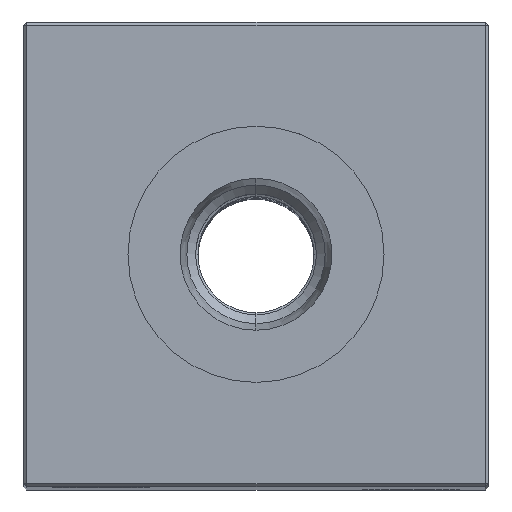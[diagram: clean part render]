
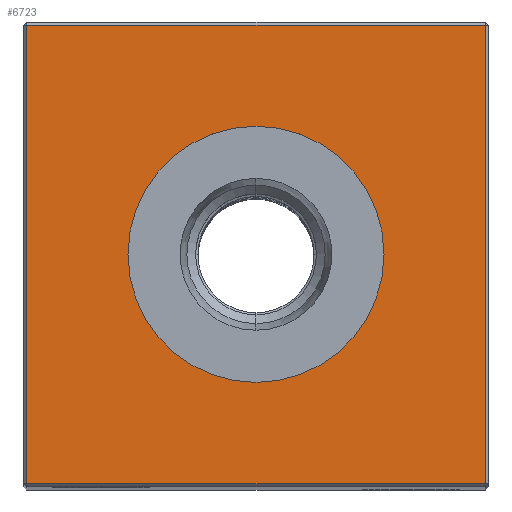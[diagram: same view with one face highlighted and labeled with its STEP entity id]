
A CAD part, top view. The second image highlights one B-rep face of the part: STEP entity #6723.
In plain terms, the highlighted planar face has unit normal (0, 0, 1).
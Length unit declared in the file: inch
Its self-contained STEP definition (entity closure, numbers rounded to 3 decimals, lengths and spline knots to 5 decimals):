
#98 = VECTOR ( 'NONE', #6832, 39.37008 ) ;
#264 = EDGE_LOOP ( 'NONE', ( #22303, #3266 ) ) ;
#666 = CARTESIAN_POINT ( 'NONE',  ( 0., 0., 6.25 ) ) ;
#1564 = EDGE_CURVE ( 'NONE', #26252, #14334, #23189, .T. ) ;
#1706 = CARTESIAN_POINT ( 'NONE',  ( 0., -0.41339, 6.25 ) ) ;
#1714 = ORIENTED_EDGE ( 'NONE', *, *, #25879, .T. ) ;
#2061 = VERTEX_POINT ( 'NONE', #17544 ) ;
#2881 = DIRECTION ( 'NONE',  ( -1., 0., 0. ) ) ;
#3266 = ORIENTED_EDGE ( 'NONE', *, *, #1564, .T. ) ;
#4375 = DIRECTION ( 'NONE',  ( 0., 1., 0. ) ) ;
#4498 = LINE ( 'NONE', #12754, #25659 ) ;
#4643 = CARTESIAN_POINT ( 'NONE',  ( 0.74, 0.74, 6.25 ) ) ;
#4753 = EDGE_LOOP ( 'NONE', ( #15183, #13359, #1714, #6690 ) ) ;
#5352 = VECTOR ( 'NONE', #4375, 39.37008 ) ;
#5952 = CARTESIAN_POINT ( 'NONE',  ( 0., 0., 6.25 ) ) ;
#6473 = DIRECTION ( 'NONE',  ( 0., 0., -1. ) ) ;
#6690 = ORIENTED_EDGE ( 'NONE', *, *, #8892, .T. ) ;
#6723 = ADVANCED_FACE ( 'NONE', ( #19123, #9100 ), #13170, .F. ) ;
#6832 = DIRECTION ( 'NONE',  ( -1., 0., 0. ) ) ;
#7784 = CARTESIAN_POINT ( 'NONE',  ( 0., 0.41339, 6.25 ) ) ;
#8290 = CARTESIAN_POINT ( 'NONE',  ( 0.74, 0., 6.25 ) ) ;
#8485 = VERTEX_POINT ( 'NONE', #13236 ) ;
#8892 = EDGE_CURVE ( 'NONE', #9901, #2061, #10631, .T. ) ;
#9100 = FACE_BOUND ( 'NONE', #264, .T. ) ;
#9901 = VERTEX_POINT ( 'NONE', #4643 ) ;
#10377 = VERTEX_POINT ( 'NONE', #18794 ) ;
#10631 = LINE ( 'NONE', #17000, #98 ) ;
#11802 = CARTESIAN_POINT ( 'NONE',  ( 0., -0.74, 6.25 ) ) ;
#12754 = CARTESIAN_POINT ( 'NONE',  ( -0.74, 0., 6.25 ) ) ;
#13170 = PLANE ( 'NONE',  #19519 ) ;
#13236 = CARTESIAN_POINT ( 'NONE',  ( -0.74, -0.74, 6.25 ) ) ;
#13308 = EDGE_CURVE ( 'NONE', #14334, #26252, #24330, .T. ) ;
#13359 = ORIENTED_EDGE ( 'NONE', *, *, #20076, .T. ) ;
#14334 = VERTEX_POINT ( 'NONE', #7784 ) ;
#15183 = ORIENTED_EDGE ( 'NONE', *, *, #24967, .T. ) ;
#15413 = AXIS2_PLACEMENT_3D ( 'NONE', #5952, #6473, #24879 ) ;
#15607 = VECTOR ( 'NONE', #26413, 39.37008 ) ;
#15736 = LINE ( 'NONE', #11802, #15607 ) ;
#16411 = LINE ( 'NONE', #8290, #5352 ) ;
#17000 = CARTESIAN_POINT ( 'NONE',  ( 0., 0.74, 6.25 ) ) ;
#17544 = CARTESIAN_POINT ( 'NONE',  ( -0.74, 0.74, 6.25 ) ) ;
#18794 = CARTESIAN_POINT ( 'NONE',  ( 0.74, -0.74, 6.25 ) ) ;
#19123 = FACE_OUTER_BOUND ( 'NONE', #4753, .T. ) ;
#19519 = AXIS2_PLACEMENT_3D ( 'NONE', #25474, #21422, #2881 ) ;
#20076 = EDGE_CURVE ( 'NONE', #8485, #10377, #15736, .T. ) ;
#20455 = AXIS2_PLACEMENT_3D ( 'NONE', #666, #25423, #21373 ) ;
#21015 = DIRECTION ( 'NONE',  ( 0., -1., 0. ) ) ;
#21373 = DIRECTION ( 'NONE',  ( -1., 0., 0. ) ) ;
#21422 = DIRECTION ( 'NONE',  ( 0., 0., -1. ) ) ;
#22303 = ORIENTED_EDGE ( 'NONE', *, *, #13308, .T. ) ;
#23189 = CIRCLE ( 'NONE', #15413, 0.41339 ) ;
#24330 = CIRCLE ( 'NONE', #20455, 0.41339 ) ;
#24879 = DIRECTION ( 'NONE',  ( -1., 0., 0. ) ) ;
#24967 = EDGE_CURVE ( 'NONE', #2061, #8485, #4498, .T. ) ;
#25423 = DIRECTION ( 'NONE',  ( 0., 0., -1. ) ) ;
#25474 = CARTESIAN_POINT ( 'NONE',  ( 0., 0., 6.25 ) ) ;
#25659 = VECTOR ( 'NONE', #21015, 39.37008 ) ;
#25879 = EDGE_CURVE ( 'NONE', #10377, #9901, #16411, .T. ) ;
#26252 = VERTEX_POINT ( 'NONE', #1706 ) ;
#26413 = DIRECTION ( 'NONE',  ( 1., 0., 0. ) ) ;
